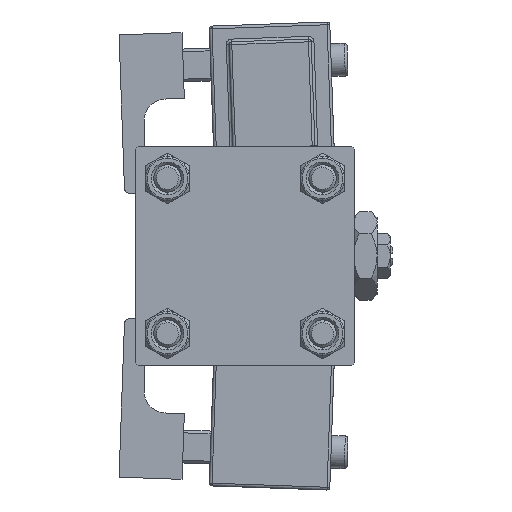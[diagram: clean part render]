
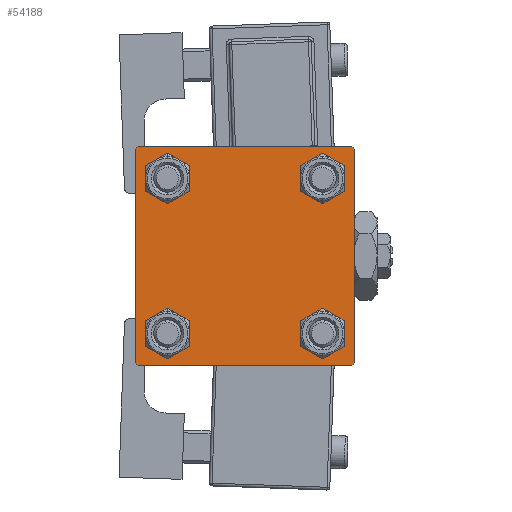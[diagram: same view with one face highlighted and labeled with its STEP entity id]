
A CAD part, left-side view. The second image highlights one B-rep face of the part: STEP entity #54188.
In plain terms, the highlighted planar face has unit normal (-1, 0, 0).
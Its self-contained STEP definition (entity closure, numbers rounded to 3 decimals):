
#638 = ORIENTED_EDGE ( 'NONE', *, *, #40450, .T. ) ;
#1029 = CIRCLE ( 'NONE', #36568, 3. ) ;
#1526 = ORIENTED_EDGE ( 'NONE', *, *, #47592, .T. ) ;
#2345 = VERTEX_POINT ( 'NONE', #32460 ) ;
#2824 = EDGE_CURVE ( 'NONE', #28948, #2345, #49557, .T. ) ;
#2939 = CARTESIAN_POINT ( 'NONE',  ( 0., -19.5, 20. ) ) ;
#3079 = DIRECTION ( 'NONE',  ( 0., 0.707, 0.707 ) ) ;
#3978 = CARTESIAN_POINT ( 'NONE',  ( 0., 0., 0. ) ) ;
#4204 = VECTOR ( 'NONE', #19838, 1000. ) ;
#4612 = AXIS2_PLACEMENT_3D ( 'NONE', #3978, #8155, #20929 ) ;
#5241 = EDGE_CURVE ( 'NONE', #18607, #13304, #49441, .T. ) ;
#5357 = EDGE_LOOP ( 'NONE', ( #33129, #51741 ) ) ;
#5981 = ORIENTED_EDGE ( 'NONE', *, *, #2824, .T. ) ;
#6107 = DIRECTION ( 'NONE',  ( 1., 0., 0. ) ) ;
#6247 = VECTOR ( 'NONE', #36133, 1000. ) ;
#6804 = DIRECTION ( 'NONE',  ( 1., 0., 0. ) ) ;
#7732 = CIRCLE ( 'NONE', #27254, 3. ) ;
#7785 = CARTESIAN_POINT ( 'NONE',  ( 0., -19.75, 19.75 ) ) ;
#8155 = DIRECTION ( 'NONE',  ( -1., 0., 0. ) ) ;
#8753 = VECTOR ( 'NONE', #52559, 1000. ) ;
#8786 = CARTESIAN_POINT ( 'NONE',  ( 0., 14.15, -11.15 ) ) ;
#9377 = ORIENTED_EDGE ( 'NONE', *, *, #41370, .T. ) ;
#9441 = EDGE_CURVE ( 'NONE', #32279, #51179, #7732, .T. ) ;
#9445 = VERTEX_POINT ( 'NONE', #11258 ) ;
#9764 = VERTEX_POINT ( 'NONE', #16714 ) ;
#10258 = CARTESIAN_POINT ( 'NONE',  ( 0., 19.75, -19.75 ) ) ;
#10366 = EDGE_CURVE ( 'NONE', #9445, #18607, #40447, .T. ) ;
#10618 = EDGE_CURVE ( 'NONE', #51179, #32279, #53087, .T. ) ;
#11258 = CARTESIAN_POINT ( 'NONE',  ( 0., 19.5, 20. ) ) ;
#11325 = AXIS2_PLACEMENT_3D ( 'NONE', #22609, #19272, #26795 ) ;
#11593 = VERTEX_POINT ( 'NONE', #44037 ) ;
#11660 = DIRECTION ( 'NONE',  ( 1., 0., 0. ) ) ;
#11743 = LINE ( 'NONE', #28692, #41745 ) ;
#11966 = AXIS2_PLACEMENT_3D ( 'NONE', #45307, #11660, #24173 ) ;
#12321 = FACE_BOUND ( 'NONE', #5357, .T. ) ;
#12602 = FACE_BOUND ( 'NONE', #13635, .T. ) ;
#13304 = VERTEX_POINT ( 'NONE', #28591 ) ;
#13366 = CIRCLE ( 'NONE', #14236, 3. ) ;
#13375 = CARTESIAN_POINT ( 'NONE',  ( 0., 14.15, -14.15 ) ) ;
#13635 = EDGE_LOOP ( 'NONE', ( #5981, #34764 ) ) ;
#14097 = VERTEX_POINT ( 'NONE', #16744 ) ;
#14236 = AXIS2_PLACEMENT_3D ( 'NONE', #35294, #52256, #43905 ) ;
#15244 = ORIENTED_EDGE ( 'NONE', *, *, #10366, .T. ) ;
#15614 = CARTESIAN_POINT ( 'NONE',  ( 0., -20., -19.5 ) ) ;
#15870 = DIRECTION ( 'NONE',  ( 1., 0., 0. ) ) ;
#15955 = FACE_BOUND ( 'NONE', #47014, .T. ) ;
#16421 = CARTESIAN_POINT ( 'NONE',  ( 0., 20., 20. ) ) ;
#16479 = EDGE_CURVE ( 'NONE', #28536, #30782, #52281, .T. ) ;
#16714 = CARTESIAN_POINT ( 'NONE',  ( 0., -20., 19.5 ) ) ;
#16744 = CARTESIAN_POINT ( 'NONE',  ( 0., -14.15, 11.15 ) ) ;
#18048 = VERTEX_POINT ( 'NONE', #2939 ) ;
#18300 = LINE ( 'NONE', #10258, #6247 ) ;
#18607 = VERTEX_POINT ( 'NONE', #20502 ) ;
#19272 = DIRECTION ( 'NONE',  ( 1., 0., 0. ) ) ;
#19561 = VECTOR ( 'NONE', #25745, 1000. ) ;
#19838 = DIRECTION ( 'NONE',  ( 0., 0.707, -0.707 ) ) ;
#20130 = CIRCLE ( 'NONE', #51235, 3. ) ;
#20193 = EDGE_CURVE ( 'NONE', #33885, #28536, #27050, .T. ) ;
#20502 = CARTESIAN_POINT ( 'NONE',  ( 0., 20., 19.5 ) ) ;
#20929 = DIRECTION ( 'NONE',  ( 0., 0., 1. ) ) ;
#21207 = FACE_OUTER_BOUND ( 'NONE', #47251, .T. ) ;
#22609 = CARTESIAN_POINT ( 'NONE',  ( 0., -14.15, -14.15 ) ) ;
#22776 = CARTESIAN_POINT ( 'NONE',  ( 0., -19.75, -19.75 ) ) ;
#22854 = ORIENTED_EDGE ( 'NONE', *, *, #33845, .T. ) ;
#22896 = EDGE_CURVE ( 'NONE', #9445, #18048, #42018, .T. ) ;
#23053 = ORIENTED_EDGE ( 'NONE', *, *, #9441, .T. ) ;
#23266 = VERTEX_POINT ( 'NONE', #38274 ) ;
#23644 = CARTESIAN_POINT ( 'NONE',  ( 0., -19.5, -20. ) ) ;
#23988 = EDGE_CURVE ( 'NONE', #40732, #11593, #37477, .T. ) ;
#24173 = DIRECTION ( 'NONE',  ( 0., 0., 1. ) ) ;
#24382 = DIRECTION ( 'NONE',  ( 0., 0., -1. ) ) ;
#25464 = CARTESIAN_POINT ( 'NONE',  ( 0., 20., -20. ) ) ;
#25745 = DIRECTION ( 'NONE',  ( 0., -1., 0. ) ) ;
#25865 = VECTOR ( 'NONE', #45907, 1000. ) ;
#26795 = DIRECTION ( 'NONE',  ( 0., 0., 1. ) ) ;
#27050 = LINE ( 'NONE', #25464, #19561 ) ;
#27254 = AXIS2_PLACEMENT_3D ( 'NONE', #53540, #6804, #33207 ) ;
#28065 = CARTESIAN_POINT ( 'NONE',  ( 0., 19.5, -20. ) ) ;
#28536 = VERTEX_POINT ( 'NONE', #23644 ) ;
#28591 = CARTESIAN_POINT ( 'NONE',  ( 0., 20., -19.5 ) ) ;
#28692 = CARTESIAN_POINT ( 'NONE',  ( 0., -20., 20. ) ) ;
#28919 = CARTESIAN_POINT ( 'NONE',  ( 0., -14.15, 14.15 ) ) ;
#28948 = VERTEX_POINT ( 'NONE', #34930 ) ;
#29050 = CARTESIAN_POINT ( 'NONE',  ( 0., 14.15, -14.15 ) ) ;
#29932 = VECTOR ( 'NONE', #3079, 1000. ) ;
#30782 = VERTEX_POINT ( 'NONE', #15614 ) ;
#31911 = VECTOR ( 'NONE', #24382, 1000. ) ;
#32279 = VERTEX_POINT ( 'NONE', #43114 ) ;
#32460 = CARTESIAN_POINT ( 'NONE',  ( 0., 14.15, 11.15 ) ) ;
#33129 = ORIENTED_EDGE ( 'NONE', *, *, #23988, .T. ) ;
#33207 = DIRECTION ( 'NONE',  ( 0., 0., 1. ) ) ;
#33212 = CARTESIAN_POINT ( 'NONE',  ( 0., 14.15, 14.15 ) ) ;
#33845 = EDGE_CURVE ( 'NONE', #14097, #23266, #34160, .T. ) ;
#33885 = VERTEX_POINT ( 'NONE', #28065 ) ;
#34160 = CIRCLE ( 'NONE', #11966, 3. ) ;
#34764 = ORIENTED_EDGE ( 'NONE', *, *, #47607, .T. ) ;
#34930 = CARTESIAN_POINT ( 'NONE',  ( 0., 14.15, 17.15 ) ) ;
#35294 = CARTESIAN_POINT ( 'NONE',  ( 0., 14.15, 14.15 ) ) ;
#36133 = DIRECTION ( 'NONE',  ( 0., -0.707, -0.707 ) ) ;
#36224 = AXIS2_PLACEMENT_3D ( 'NONE', #33212, #50183, #45987 ) ;
#36568 = AXIS2_PLACEMENT_3D ( 'NONE', #29050, #50489, #38808 ) ;
#36756 = LINE ( 'NONE', #7785, #29932 ) ;
#37477 = CIRCLE ( 'NONE', #51684, 3. ) ;
#37687 = CARTESIAN_POINT ( 'NONE',  ( 0., -14.15, -17.15 ) ) ;
#38274 = CARTESIAN_POINT ( 'NONE',  ( 0., -14.15, 17.15 ) ) ;
#38808 = DIRECTION ( 'NONE',  ( 0., 0., 1. ) ) ;
#40052 = DIRECTION ( 'NONE',  ( 0., 0., 1. ) ) ;
#40254 = ORIENTED_EDGE ( 'NONE', *, *, #22896, .F. ) ;
#40447 = LINE ( 'NONE', #52957, #4204 ) ;
#40450 = EDGE_CURVE ( 'NONE', #23266, #14097, #20130, .T. ) ;
#40732 = VERTEX_POINT ( 'NONE', #8786 ) ;
#40827 = CARTESIAN_POINT ( 'NONE',  ( 0., 20., 20. ) ) ;
#41069 = EDGE_LOOP ( 'NONE', ( #23053, #48656 ) ) ;
#41370 = EDGE_CURVE ( 'NONE', #9764, #18048, #36756, .T. ) ;
#41745 = VECTOR ( 'NONE', #46223, 1000. ) ;
#42018 = LINE ( 'NONE', #16421, #25865 ) ;
#42357 = FACE_BOUND ( 'NONE', #41069, .T. ) ;
#43114 = CARTESIAN_POINT ( 'NONE',  ( 0., -14.15, -11.15 ) ) ;
#43905 = DIRECTION ( 'NONE',  ( 0., 0., 1. ) ) ;
#44037 = CARTESIAN_POINT ( 'NONE',  ( 0., 14.15, -17.15 ) ) ;
#45307 = CARTESIAN_POINT ( 'NONE',  ( 0., -14.15, 14.15 ) ) ;
#45907 = DIRECTION ( 'NONE',  ( 0., -1., 0. ) ) ;
#45987 = DIRECTION ( 'NONE',  ( 0., 0., 1. ) ) ;
#46180 = DIRECTION ( 'NONE',  ( 0., 0., 1. ) ) ;
#46223 = DIRECTION ( 'NONE',  ( 0., 0., -1. ) ) ;
#46264 = PLANE ( 'NONE',  #4612 ) ;
#47014 = EDGE_LOOP ( 'NONE', ( #638, #22854 ) ) ;
#47251 = EDGE_LOOP ( 'NONE', ( #54969, #1526, #54770, #51683, #52719, #9377, #40254, #15244 ) ) ;
#47592 = EDGE_CURVE ( 'NONE', #13304, #33885, #18300, .T. ) ;
#47607 = EDGE_CURVE ( 'NONE', #2345, #28948, #13366, .T. ) ;
#48656 = ORIENTED_EDGE ( 'NONE', *, *, #10618, .T. ) ;
#49441 = LINE ( 'NONE', #40827, #31911 ) ;
#49557 = CIRCLE ( 'NONE', #36224, 3. ) ;
#49797 = EDGE_CURVE ( 'NONE', #9764, #30782, #11743, .T. ) ;
#50183 = DIRECTION ( 'NONE',  ( 1., 0., 0. ) ) ;
#50489 = DIRECTION ( 'NONE',  ( 1., 0., 0. ) ) ;
#51179 = VERTEX_POINT ( 'NONE', #37687 ) ;
#51235 = AXIS2_PLACEMENT_3D ( 'NONE', #28919, #15870, #46180 ) ;
#51683 = ORIENTED_EDGE ( 'NONE', *, *, #16479, .T. ) ;
#51684 = AXIS2_PLACEMENT_3D ( 'NONE', #13375, #6107, #40052 ) ;
#51741 = ORIENTED_EDGE ( 'NONE', *, *, #53113, .T. ) ;
#52256 = DIRECTION ( 'NONE',  ( 1., 0., 0. ) ) ;
#52281 = LINE ( 'NONE', #22776, #8753 ) ;
#52559 = DIRECTION ( 'NONE',  ( 0., -0.707, 0.707 ) ) ;
#52719 = ORIENTED_EDGE ( 'NONE', *, *, #49797, .F. ) ;
#52957 = CARTESIAN_POINT ( 'NONE',  ( 0., 19.75, 19.75 ) ) ;
#53087 = CIRCLE ( 'NONE', #11325, 3. ) ;
#53113 = EDGE_CURVE ( 'NONE', #11593, #40732, #1029, .T. ) ;
#53540 = CARTESIAN_POINT ( 'NONE',  ( 0., -14.15, -14.15 ) ) ;
#54188 = ADVANCED_FACE ( 'NONE', ( #15955, #42357, #12321, #12602, #21207 ), #46264, .T. ) ;
#54770 = ORIENTED_EDGE ( 'NONE', *, *, #20193, .T. ) ;
#54969 = ORIENTED_EDGE ( 'NONE', *, *, #5241, .T. ) ;
